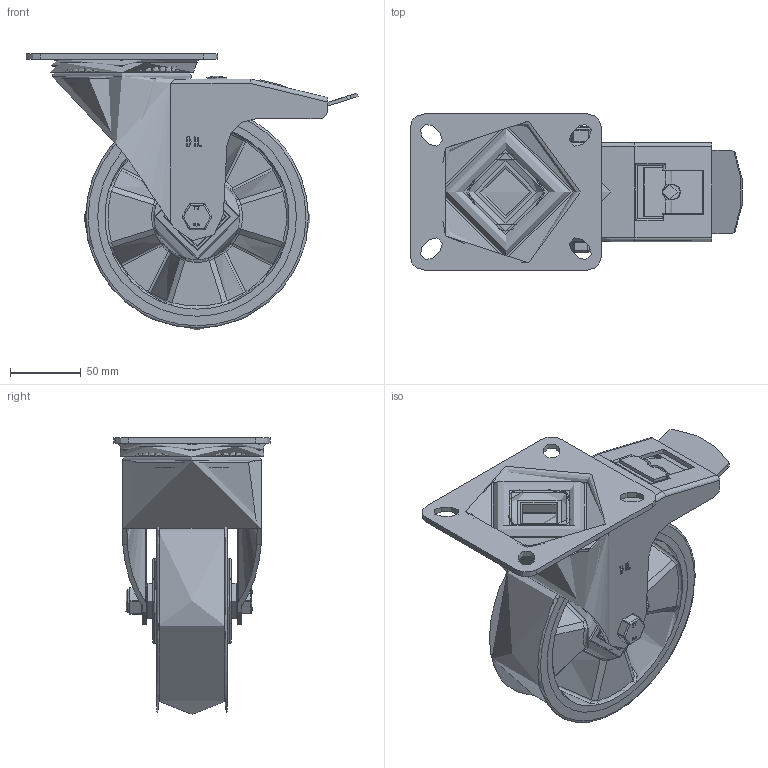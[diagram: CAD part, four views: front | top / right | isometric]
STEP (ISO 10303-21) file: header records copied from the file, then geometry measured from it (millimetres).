
FILE_DESCRIPTION(/* description */ ('','CAx-IF Rec.Pracs.---Representation and Presentation of Product Manufacturing Information (PMI)---4.0---2014-10-13'),/* implementation_level */ '2;1');
FILE_NAME(/* name */ 'BZMM160XPNBJSWB.step',/* time_stamp */ '2024-12-16T11:16:41Z',/* author */ (''),/* organization */ (''),/* preprocessor_version */ 'ST-DEVELOPER v20',/* originating_system */ 'Autodesk Translation Framework v13.20.0.188',/* authorisation */ '');
FILE_SCHEMA (('AP242_MANAGED_MODEL_BASED_3D_ENGINEERING_MIM_LF { 1 0 10303 442 1 1 4 }'));
Products named in the file (39): BZMM160XPNBJSWB; BZMM150ASSWB - 64 v1; ZINC PLATED, PRESSED STEEL TOP PLATE; ZINC PLATED, PRESSED STEEL TOP PLATE Geometry; BALL BEARINGS; Component1; BEARING SEAL; ZINC PLATED, PRESSED STEEL BRAKE PEDAL; ZINC PLATED, PRESSED STEEL FORKS; BRAKE PAD; BRAKE PAD Geometry; BOLT; NUT; BRAKE BOLT; BZXH160WPNBJM20 v1; POLYURETHANE TYRE; NYLON RIM; BEARING6204; BEARING62042; BALL BEARINGS (1); BEARING6204 (1); BEARING62042 (1); BALL BEARINGS (1) (1); Component3; INNER; OUTER; MIDDLE; RUBBER; BEARING SPACER; TH20X4X12 v1; ZINC PLATED HEADED SPACER; TH20X4X12 v1 (1); ZINC PLATED HEADED SPACER (1); HEXBOLTM12X80Z8.8 v2; GRADE 8.8 ZINC PLATED BOLT; NYLOCM12Z v1; NYLOC NUT; NUT (1); RUBBER (1)
Assembly tree (96 placements, depth 6):
  BZMM160XPNBJSWB
    BZMM150ASSWB - 64 v1
      ZINC PLATED, PRESSED STEEL TOP PLATE
        ZINC PLATED, PRESSED STEEL TOP PLATE Geometry
        BALL BEARINGS
          Component1  x40
      BEARING SEAL
      ZINC PLATED, PRESSED STEEL BRAKE PEDAL
      ZINC PLATED, PRESSED STEEL FORKS
      BRAKE PAD
        BRAKE PAD Geometry
        BOLT
        NUT
        BRAKE BOLT
    BZXH160WPNBJM20 v1
      POLYURETHANE TYRE
      NYLON RIM
      BEARING6204
        BEARING62042
          INNER
          OUTER
          BALL BEARINGS (1)
            Component3  x8
          MIDDLE
          RUBBER
      BEARING6204 (1)
        BEARING62042 (1)
          BALL BEARINGS (1) (1)
            Component3  x8
          INNER
          OUTER
          MIDDLE
          RUBBER
      BEARING SPACER
    TH20X4X12 v1
      ZINC PLATED HEADED SPACER
    TH20X4X12 v1 (1)
      ZINC PLATED HEADED SPACER (1)
    HEXBOLTM12X80Z8.8 v2
      GRADE 8.8 ZINC PLATED BOLT
    NYLOCM12Z v1
      NYLOC NUT
        NUT (1)
        RUBBER (1)
Bounding box: 233.89 x 110 x 195 mm (x, y, z)
Volume: 814901 mm3; surface area: 337170.4 mm2
Topology: 82 solids, 82 shells, 1462 faces, 3658 edges, 2362 vertices
Faces by surface type: plane 547, bspline 456, cylinder 254, sphere 139, torus 60, cone 6
Full cylindrical faces by diameter (mm): 8 x4, 9.836 x18, 11 x2, 11.834 x18, 12 x3, 12.2 x4, 14 x3, 18 x1, 18.5 x1, 19.9 x2, 20 x2, 21 x1, 25 x2, 26 x1, 27 x2, 28.5 x8, 30.8 x4, 31.3 x4, 33.75 x1, 39.75 x2, 40.3 x4, 40.5 x4, 40.8 x4, 42 x10, 44 x1, 47 x4, 50 x1, 60 x2, 78 x1, 92 x1
Entity records: 72427 total; most frequent: CARTESIAN_POINT 47690, ORIENTED_EDGE 5150, DIRECTION 4370, EDGE_CURVE 2575, AXIS2_PLACEMENT_3D 1658, VERTEX_POINT 1646, EDGE_LOOP 1223, FACE_OUTER_BOUND 1062
